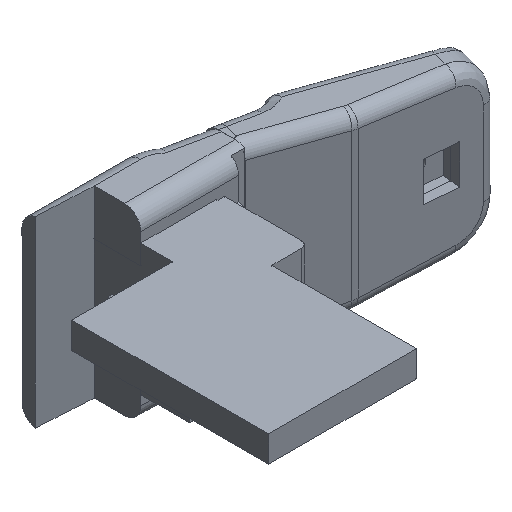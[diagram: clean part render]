
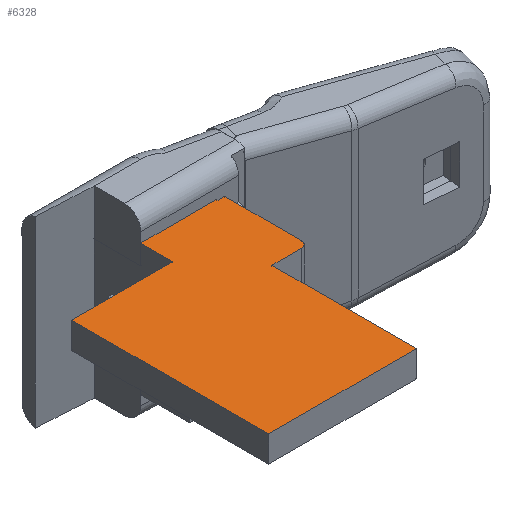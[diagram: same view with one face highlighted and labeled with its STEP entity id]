
A CAD part, isometric view. The second image highlights one B-rep face of the part: STEP entity #6328.
In plain terms, the highlighted face is planar.
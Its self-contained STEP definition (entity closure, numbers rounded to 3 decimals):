
#441=PLANE('',#6794);
#682=FACE_OUTER_BOUND('',#1020,.T.);
#1020=EDGE_LOOP('',(#4893,#4894,#4895,#4896,#4897,#4898,#4899,#4900,#4901,
#4902,#4903));
#1476=LINE('',#9861,#2118);
#1484=LINE('',#9879,#2126);
#1488=LINE('',#9887,#2130);
#1491=LINE('',#9893,#2133);
#1495=LINE('',#9901,#2137);
#1514=LINE('',#9951,#2156);
#1515=LINE('',#9953,#2157);
#1517=LINE('',#9958,#2159);
#1518=LINE('',#9960,#2160);
#1519=LINE('',#9961,#2161);
#2118=VECTOR('',#7670,10.);
#2126=VECTOR('',#7682,10.);
#2130=VECTOR('',#7688,10.);
#2133=VECTOR('',#7693,10.);
#2137=VECTOR('',#7699,10.);
#2156=VECTOR('',#7746,10.);
#2157=VECTOR('',#7749,10.);
#2159=VECTOR('',#7755,10.);
#2160=VECTOR('',#7756,10.);
#2161=VECTOR('',#7757,10.);
#2561=CIRCLE('',#6770,1.);
#2823=VERTEX_POINT('',#9848);
#2824=VERTEX_POINT('',#9849);
#2828=VERTEX_POINT('',#9859);
#2835=VERTEX_POINT('',#9877);
#2836=VERTEX_POINT('',#9878);
#2839=VERTEX_POINT('',#9886);
#2841=VERTEX_POINT('',#9892);
#2844=VERTEX_POINT('',#9899);
#2861=VERTEX_POINT('',#9949);
#2862=VERTEX_POINT('',#9957);
#2863=VERTEX_POINT('',#9959);
#3553=EDGE_CURVE('',#2823,#2824,#2561,.T.);
#3559=EDGE_CURVE('',#2823,#2828,#1476,.T.);
#3567=EDGE_CURVE('',#2835,#2836,#1484,.T.);
#3571=EDGE_CURVE('',#2836,#2839,#1488,.T.);
#3574=EDGE_CURVE('',#2839,#2841,#1491,.T.);
#3578=EDGE_CURVE('',#2841,#2844,#1495,.T.);
#3603=EDGE_CURVE('',#2828,#2861,#1514,.T.);
#3604=EDGE_CURVE('',#2844,#2824,#1515,.T.);
#3606=EDGE_CURVE('',#2861,#2862,#1517,.T.);
#3607=EDGE_CURVE('',#2862,#2863,#1518,.T.);
#3608=EDGE_CURVE('',#2863,#2835,#1519,.T.);
#4893=ORIENTED_EDGE('',*,*,#3553,.F.);
#4894=ORIENTED_EDGE('',*,*,#3559,.T.);
#4895=ORIENTED_EDGE('',*,*,#3603,.T.);
#4896=ORIENTED_EDGE('',*,*,#3606,.T.);
#4897=ORIENTED_EDGE('',*,*,#3607,.T.);
#4898=ORIENTED_EDGE('',*,*,#3608,.T.);
#4899=ORIENTED_EDGE('',*,*,#3567,.T.);
#4900=ORIENTED_EDGE('',*,*,#3571,.T.);
#4901=ORIENTED_EDGE('',*,*,#3574,.T.);
#4902=ORIENTED_EDGE('',*,*,#3578,.T.);
#4903=ORIENTED_EDGE('',*,*,#3604,.T.);
#6328=ADVANCED_FACE('',(#682),#441,.T.);
#6770=AXIS2_PLACEMENT_3D('',#9850,#7660,#7661);
#6794=AXIS2_PLACEMENT_3D('',#9956,#7753,#7754);
#7660=DIRECTION('center_axis',(-1.,0.,0.));
#7661=DIRECTION('ref_axis',(0.,-0.707,-0.707));
#7670=DIRECTION('',(0.,1.,0.));
#7682=DIRECTION('',(0.,0.,1.));
#7688=DIRECTION('',(0.,-1.,0.));
#7693=DIRECTION('',(0.,0.,-1.));
#7699=DIRECTION('',(0.,1.,0.));
#7746=DIRECTION('',(0.,0.,1.));
#7749=DIRECTION('',(0.,0.,-1.));
#7753=DIRECTION('center_axis',(1.,0.,0.));
#7754=DIRECTION('ref_axis',(0.,0.,
-1.));
#7755=DIRECTION('',(0.,1.,0.));
#7756=DIRECTION('',(0.,0.,1.));
#7757=DIRECTION('',(0.,-1.,0.));
#9848=CARTESIAN_POINT('',(17.,-14.371,-9.823));
#9849=CARTESIAN_POINT('',(17.,-15.371,-8.823));
#9850=CARTESIAN_POINT('Origin',(17.,-14.371,-8.823));
#9859=CARTESIAN_POINT('',(17.,-2.671,-9.823));
#9861=CARTESIAN_POINT('',(17.,-15.371,-9.823));
#9877=CARTESIAN_POINT('',(17.,-7.371,2.749));
#9878=CARTESIAN_POINT('',(17.,-7.371,18.177));
#9879=CARTESIAN_POINT('',(17.,-7.371,2.749));
#9886=CARTESIAN_POINT('',(17.,-37.371,18.177));
#9887=CARTESIAN_POINT('',(17.,-7.371,18.177));
#9892=CARTESIAN_POINT('',(17.,-37.371,-4.323));
#9893=CARTESIAN_POINT('',(17.,-37.371,18.177));
#9899=CARTESIAN_POINT('',(17.,-15.371,-4.323));
#9901=CARTESIAN_POINT('',(17.,-37.371,-4.323));
#9949=CARTESIAN_POINT('',(17.,-2.671,-8.823));
#9951=CARTESIAN_POINT('',(17.,-2.671,-9.823));
#9953=CARTESIAN_POINT('',(17.,-15.371,-8.823));
#9956=CARTESIAN_POINT('Origin',(17.,-6.171,-3.037));
#9957=CARTESIAN_POINT('',(17.,-2.471,-8.823));
#9958=CARTESIAN_POINT('',(17.,-5.871,-8.823));
#9959=CARTESIAN_POINT('',(17.,-2.471,2.749));
#9960=CARTESIAN_POINT('',(17.,-2.471,-3.251));
#9961=CARTESIAN_POINT('',(17.,-2.471,2.749));
